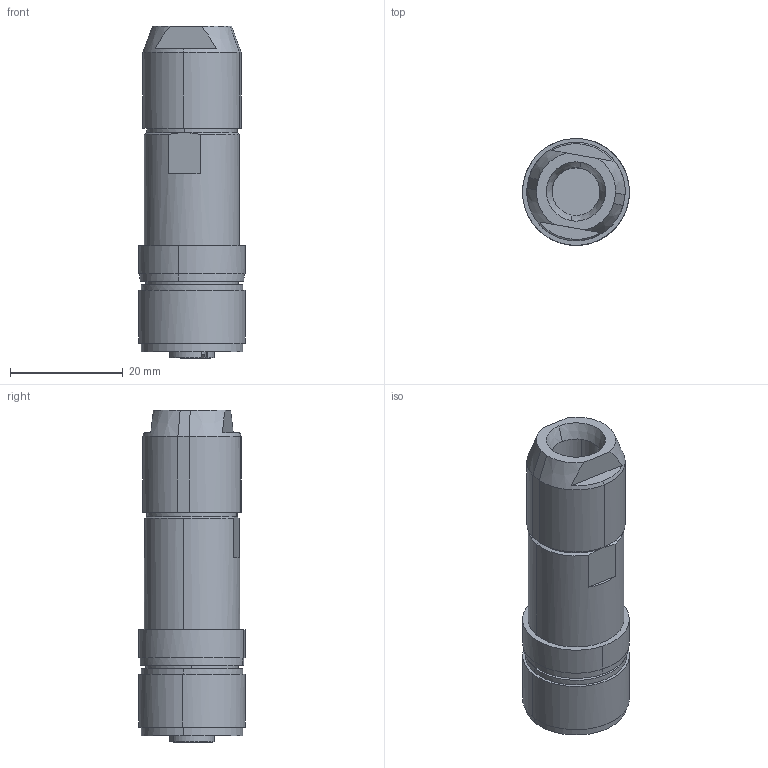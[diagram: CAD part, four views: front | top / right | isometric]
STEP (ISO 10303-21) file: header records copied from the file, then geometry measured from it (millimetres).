
FILE_DESCRIPTION(('CATIA V5 STEP Exchange','CAx-IF Rec.Pracs.--- Model Styling and Organization---1.4--- 2014-01-23'),'2;1');
FILE_NAME ('1142472-3_0', '2020-04-24T05:44:54+00:00', ('none'), ('Weidmueller'), 'CATIA Version 5-6 Release 2016 SP3 HF44', 'CATIA V5 STEP AP214', 'none');
FILE_SCHEMA(('AUTOMOTIVE_DESIGN { 1 0 10303 214 1 1 1 1 }'));
Length unit declared in the file: millimetre
Products named in the file (1): 2681620000
Bounding box: 19 x 19 x 59 mm (x, y, z)
Volume: 11905.4 mm3; surface area: 6438.1 mm2
Topology: 2 solids, 2 shells, 113 faces, 263 edges, 169 vertices
Faces by surface type: cylinder 46, plane 45, cone 22
Entity records: 3532 total; most frequent: CARTESIAN_POINT 1028, ORIENTED_EDGE 526, DIRECTION 441, EDGE_CURVE 261, AXIS2_PLACEMENT_3D 210, VERTEX_POINT 167, EDGE_LOOP 128, VECTOR 122
